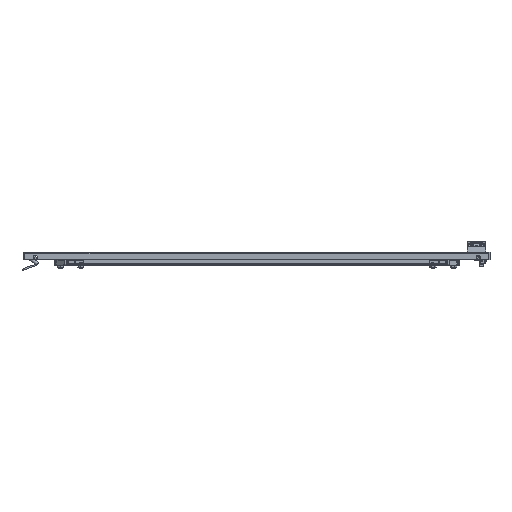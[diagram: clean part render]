
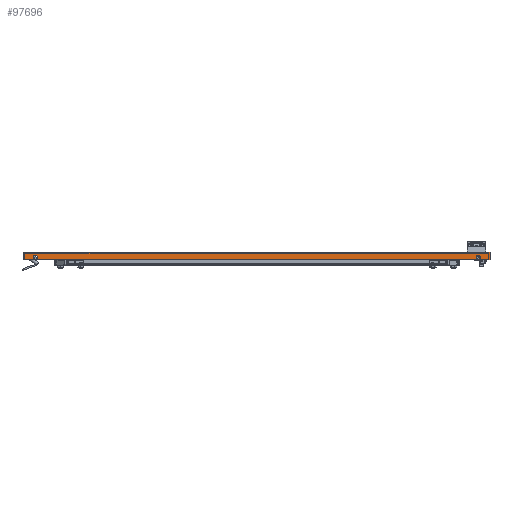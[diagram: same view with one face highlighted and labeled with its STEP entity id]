
A CAD part, front view. The second image highlights one B-rep face of the part: STEP entity #97696.
In plain terms, the highlighted planar face has unit normal (0, -1, 0).
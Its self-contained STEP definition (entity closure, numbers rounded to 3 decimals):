
#2542 = DIRECTION ( 'NONE',  ( 1., 0., 0. ) ) ;
#3188 = EDGE_CURVE ( 'NONE', #60004, #105993, #79239, .T. ) ;
#3971 = ORIENTED_EDGE ( 'NONE', *, *, #3188, .F. ) ;
#5427 = DIRECTION ( 'NONE',  ( 0., -1., 0. ) ) ;
#5800 = CARTESIAN_POINT ( 'NONE',  ( 0., -895., 13. ) ) ;
#5925 = VECTOR ( 'NONE', #2542, 1000. ) ;
#11417 = DIRECTION ( 'NONE',  ( 0., 0., -1. ) ) ;
#12139 = DIRECTION ( 'NONE',  ( 0., -1., 0. ) ) ;
#19520 = EDGE_LOOP ( 'NONE', ( #126802, #89979, #145460, #48859 ) ) ;
#21308 = CARTESIAN_POINT ( 'NONE',  ( 397.5, -895., 0. ) ) ;
#21599 = AXIS2_PLACEMENT_3D ( 'NONE', #107060, #5427, #118979 ) ;
#22383 = VERTEX_POINT ( 'NONE', #91149 ) ;
#25267 = VERTEX_POINT ( 'NONE', #107677 ) ;
#32803 = EDGE_LOOP ( 'NONE', ( #81305, #3971 ) ) ;
#35816 = CARTESIAN_POINT ( 'NONE',  ( -377.5, -895., 8.5 ) ) ;
#42271 = VECTOR ( 'NONE', #131668, 1000. ) ;
#46999 = VERTEX_POINT ( 'NONE', #21308 ) ;
#47075 = LINE ( 'NONE', #137679, #5925 ) ;
#48003 = CARTESIAN_POINT ( 'NONE',  ( 377.5, -895., 8.5 ) ) ;
#48435 = EDGE_LOOP ( 'NONE', ( #141843, #95665 ) ) ;
#48859 = ORIENTED_EDGE ( 'NONE', *, *, #71318, .T. ) ;
#51756 = DIRECTION ( 'NONE',  ( 0., 1., 0. ) ) ;
#55065 = EDGE_CURVE ( 'NONE', #145201, #55558, #125859, .T. ) ;
#55558 = VERTEX_POINT ( 'NONE', #86860 ) ;
#60004 = VERTEX_POINT ( 'NONE', #48003 ) ;
#62455 = CARTESIAN_POINT ( 'NONE',  ( -377.5, -895., 5. ) ) ;
#63576 = DIRECTION ( 'NONE',  ( 1., 0., 0. ) ) ;
#65027 = FACE_BOUND ( 'NONE', #48435, .T. ) ;
#67709 = CARTESIAN_POINT ( 'NONE',  ( 377.5, -895., 5. ) ) ;
#68214 = CIRCLE ( 'NONE', #96706, 3.5 ) ;
#71318 = EDGE_CURVE ( 'NONE', #46999, #25267, #75149, .T. ) ;
#75149 = LINE ( 'NONE', #86242, #42271 ) ;
#77665 = CARTESIAN_POINT ( 'NONE',  ( 377.5, -895., 5. ) ) ;
#79239 = CIRCLE ( 'NONE', #98208, 3.5 ) ;
#81305 = ORIENTED_EDGE ( 'NONE', *, *, #131921, .F. ) ;
#82689 = CARTESIAN_POINT ( 'NONE',  ( 377.5, -895., 1.5 ) ) ;
#85839 = PLANE ( 'NONE',  #93336 ) ;
#86242 = CARTESIAN_POINT ( 'NONE',  ( 397.5, -895., 0. ) ) ;
#86860 = CARTESIAN_POINT ( 'NONE',  ( -377.5, -895., 1.5 ) ) ;
#89979 = ORIENTED_EDGE ( 'NONE', *, *, #108111, .T. ) ;
#91149 = CARTESIAN_POINT ( 'NONE',  ( -397.5, -895., 0. ) ) ;
#92018 = DIRECTION ( 'NONE',  ( 0., 0., -1. ) ) ;
#93336 = AXIS2_PLACEMENT_3D ( 'NONE', #5800, #51756, #63576 ) ;
#95431 = VERTEX_POINT ( 'NONE', #106059 ) ;
#95632 = VECTOR ( 'NONE', #92018, 1000. ) ;
#95665 = ORIENTED_EDGE ( 'NONE', *, *, #55065, .F. ) ;
#96706 = AXIS2_PLACEMENT_3D ( 'NONE', #62455, #107784, #97345 ) ;
#97345 = DIRECTION ( 'NONE',  ( 0., 0., -1. ) ) ;
#97696 = ADVANCED_FACE ( 'NONE', ( #121567, #132011, #65027 ), #85839, .F. ) ;
#98208 = AXIS2_PLACEMENT_3D ( 'NONE', #77665, #99205, #144521 ) ;
#99205 = DIRECTION ( 'NONE',  ( 0., -1., 0. ) ) ;
#102432 = EDGE_CURVE ( 'NONE', #22383, #46999, #47075, .T. ) ;
#102456 = CARTESIAN_POINT ( 'NONE',  ( -397.5, -895., 13. ) ) ;
#105483 = EDGE_CURVE ( 'NONE', #55558, #145201, #68214, .T. ) ;
#105552 = AXIS2_PLACEMENT_3D ( 'NONE', #67709, #12139, #11417 ) ;
#105993 = VERTEX_POINT ( 'NONE', #82689 ) ;
#106059 = CARTESIAN_POINT ( 'NONE',  ( -397.5, -895., 13. ) ) ;
#107060 = CARTESIAN_POINT ( 'NONE',  ( -377.5, -895., 5. ) ) ;
#107677 = CARTESIAN_POINT ( 'NONE',  ( 397.5, -895., 13. ) ) ;
#107784 = DIRECTION ( 'NONE',  ( 0., -1., 0. ) ) ;
#108111 = EDGE_CURVE ( 'NONE', #95431, #22383, #113634, .T. ) ;
#110245 = CARTESIAN_POINT ( 'NONE',  ( 0., -895., 13. ) ) ;
#113634 = LINE ( 'NONE', #102456, #95632 ) ;
#115784 = EDGE_CURVE ( 'NONE', #25267, #95431, #134088, .T. ) ;
#118979 = DIRECTION ( 'NONE',  ( 0., 0., -1. ) ) ;
#121567 = FACE_OUTER_BOUND ( 'NONE', #19520, .T. ) ;
#125859 = CIRCLE ( 'NONE', #21599, 3.5 ) ;
#126802 = ORIENTED_EDGE ( 'NONE', *, *, #115784, .T. ) ;
#131299 = VECTOR ( 'NONE', #138432, 1000. ) ;
#131668 = DIRECTION ( 'NONE',  ( 0., 0., 1. ) ) ;
#131921 = EDGE_CURVE ( 'NONE', #105993, #60004, #141110, .T. ) ;
#132011 = FACE_BOUND ( 'NONE', #32803, .T. ) ;
#134088 = LINE ( 'NONE', #110245, #131299 ) ;
#137679 = CARTESIAN_POINT ( 'NONE',  ( 0., -895., 0. ) ) ;
#138432 = DIRECTION ( 'NONE',  ( -1., 0., 0. ) ) ;
#141110 = CIRCLE ( 'NONE', #105552, 3.5 ) ;
#141843 = ORIENTED_EDGE ( 'NONE', *, *, #105483, .F. ) ;
#144521 = DIRECTION ( 'NONE',  ( 0., 0., -1. ) ) ;
#145201 = VERTEX_POINT ( 'NONE', #35816 ) ;
#145460 = ORIENTED_EDGE ( 'NONE', *, *, #102432, .T. ) ;
